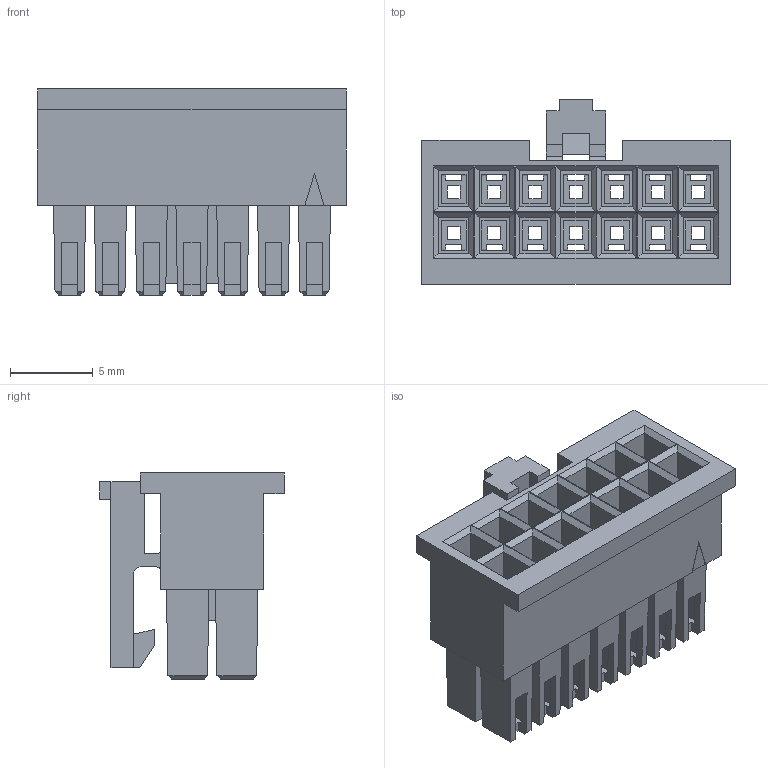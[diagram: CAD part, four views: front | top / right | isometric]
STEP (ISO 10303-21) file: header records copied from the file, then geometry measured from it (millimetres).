
FILE_DESCRIPTION( ('This file contains a STEP AP42 implementation' ,'as created by ZW3D STEP Interface translator.') ,'2;1' );
FILE_NAME( 'WF2549-2HXXX01.stp' ,'23 5 5. 829 7', (''), ('ZWCAD Software Co.'), 'Version 1.0', 'ZW3D to STEP translator', '' );
FILE_SCHEMA(('AUTOMOTIVE_DESIGN { 1 0 10303 214 1 1 1 1 }'));
Length unit declared in the file: millimetre
Products named in the file (2): 0; WF2549-2H07B01
Bounding box: 18.6 x 11.14 x 12.44 mm (x, y, z)
Volume: 675.5 mm3; surface area: 2625.9 mm2
Topology: 1 solids, 1 shells, 631 faces, 1696 edges, 1074 vertices
Faces by surface type: plane 625, cylinder 6
Entity records: 19879 total; most frequent: CARTESIAN_POINT 3402, ORIENTED_EDGE 3392, DIRECTION 2972, EDGE_CURVE 1696, VECTOR 1684, LINE 1684, VERTEX_POINT 1074, EDGE_LOOP 696
